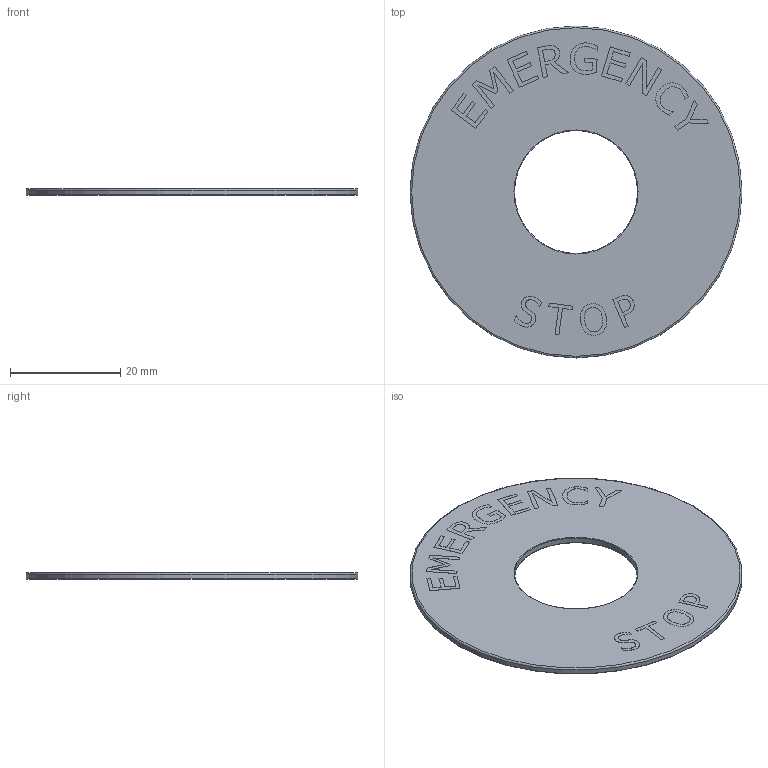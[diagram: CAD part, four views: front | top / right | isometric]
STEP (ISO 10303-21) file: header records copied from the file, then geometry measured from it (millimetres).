
FILE_DESCRIPTION(/* description */ (''),/* implementation_level */ '2;1');
FILE_NAME(/* name */ 'SB-22 EML.stp',/* time_stamp */ '2023-12-15T18:14:26+07:00',/* author */ ('YURY_'),/* organization */ (''),/* preprocessor_version */ 'ST-DEVELOPER v18.1',/* originating_system */ 'Autodesk Inventor 2021',/* authorisation */ '');
FILE_SCHEMA (('AUTOMOTIVE_DESIGN { 1 0 10303 214 3 1 1 }'));
Length unit declared in the file: millimetre
Products named in the file (1): SB-22 EML
Bounding box: 60.2 x 60.2 x 1.2 mm (x, y, z)
Volume: 2941.3 mm3; surface area: 5187.8 mm2
Topology: 1 solids, 1 shells, 209 faces, 569 edges, 378 vertices
Faces by surface type: plane 128, bspline 75, torus 4, cylinder 2
Full cylindrical faces by diameter (mm): 22.3 x1, 60.2 x1
Entity records: 6980 total; most frequent: CARTESIAN_POINT 2132, ORIENTED_EDGE 1138, DIRECTION 701, EDGE_CURVE 569, LINE 407, VECTOR 407, VERTEX_POINT 378, EDGE_LOOP 227
